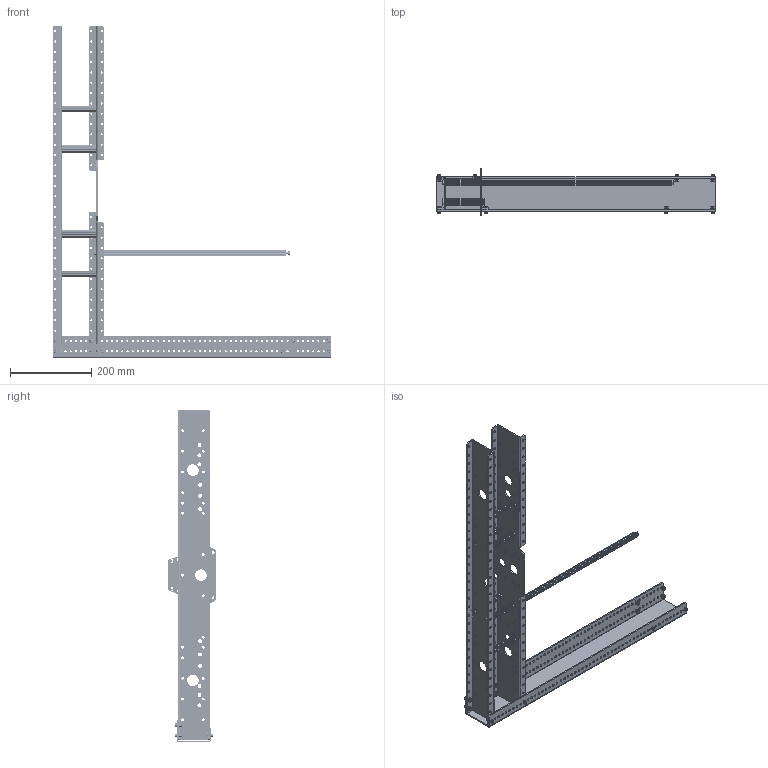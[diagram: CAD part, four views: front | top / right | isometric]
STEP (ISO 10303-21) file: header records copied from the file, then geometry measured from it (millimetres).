
FILE_DESCRIPTION (( 'STEP AP214' ), '1' );
FILE_NAME ('AM14U4 Long Frame Half.step', '2019-01-04T14:15:59', ( '' ), ( '' ), 'SwSTEP 2.0', 'SolidWorks 2018', '' );
FILE_SCHEMA (( 'AUTOMOTIVE_DESIGN' ));
Length unit declared in the file: inch
Products named in the file (10): am-3920 AM14U4 End Plate Long; am-3922 AM14U4 Inside Plate; 10-32 Nylock Nut 1_90631A411; 3.375in Churro; AM14U4 Long Frame Half; 10-32x0500_shcs_HX-SHCS 0.19-32x1.375x1-C; FHTS 0.25-20-0.75_FHTS 0.25-20-G-0.75-C; am-1002 and am-1042 10-32 x 0500 and Nylock Nut Assembly; 18.250in Churro; am-3921 AM14U4 Outside Plate
Assembly tree (38 placements, depth 3):
  AM14U4 Long Frame Half
    am-3920 AM14U4 End Plate Long
    am-3921 AM14U4 Outside Plate
    am-3922 AM14U4 Inside Plate
    am-1002 and am-1042 10-32 x 0500 and Nylock Nut Assembly  x12
      10-32x0500_shcs_HX-SHCS 0.19-32x1.375x1-C
      10-32 Nylock Nut 1_90631A411
    FHTS 0.25-20-0.75_FHTS 0.25-20-G-0.75-C  x14
    3.375in Churro  x6
    18.250in Churro
Bounding box: 685.8 x 116.33 x 816.74 mm (x, y, z)
Volume: 995827.9 mm3; surface area: 698836.4 mm2
Topology: 60 solids, 60 shells, 2864 faces, 7042 edges, 4364 vertices
Faces by surface type: cylinder 1406, plane 722, cone 640, torus 96
Entity records: 40376 total; most frequent: CARTESIAN_POINT 7304, DIRECTION 7275, ORIENTED_EDGE 6340, EDGE_CURVE 3170, AXIS2_PLACEMENT_3D 3009, VERTEX_POINT 2070, EDGE_LOOP 1960, CIRCLE 1842
